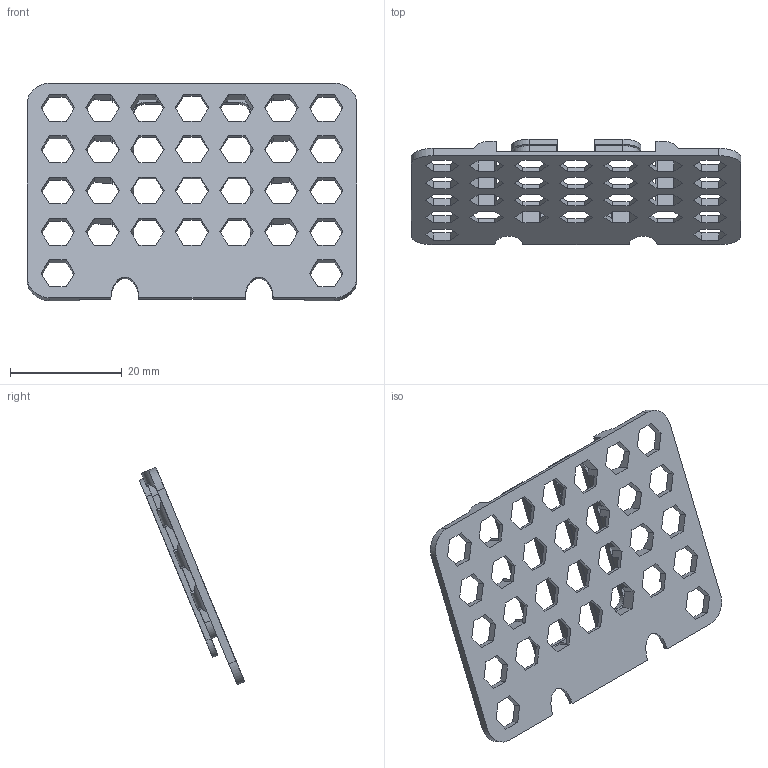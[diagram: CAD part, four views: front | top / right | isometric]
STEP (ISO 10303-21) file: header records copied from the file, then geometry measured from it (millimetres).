
FILE_DESCRIPTION(/* description */ (''),/* implementation_level */ '2;1');
FILE_NAME(/* name */ 'GoPro Mount Screen Protection.step',/* time_stamp */ '2020-10-17T20:35:10+02:00',/* author */ (''),/* organization */ (''),/* preprocessor_version */ 'ST-DEVELOPER v18.1',/* originating_system */ 'Autodesk Translation Framework v9.3.0.1241',/* authorisation */ '');
FILE_SCHEMA (('AUTOMOTIVE_DESIGN { 1 0 10303 214 3 1 1 }'));
Length unit declared in the file: millimetre
Products named in the file (2): Apex GoPro Mount 22.5° - Light; GoPro Screen Protection
Assembly tree (1 placements, depth 2):
  Apex GoPro Mount 22.5° - Light
    GoPro Screen Protection
Bounding box: 59 x 18.82 x 38.88 mm (x, y, z)
Volume: 2358.3 mm3; surface area: 5673.6 mm2
Topology: 3 solids, 3 shells, 284 faces, 868 edges, 578 vertices
Faces by surface type: plane 254, cylinder 28, bspline 2
Entity records: 9782 total; most frequent: CARTESIAN_POINT 1752, ORIENTED_EDGE 1736, DIRECTION 1514, EDGE_CURVE 868, LINE 794, VECTOR 794, VERTEX_POINT 578, AXIS2_PLACEMENT_3D 360
